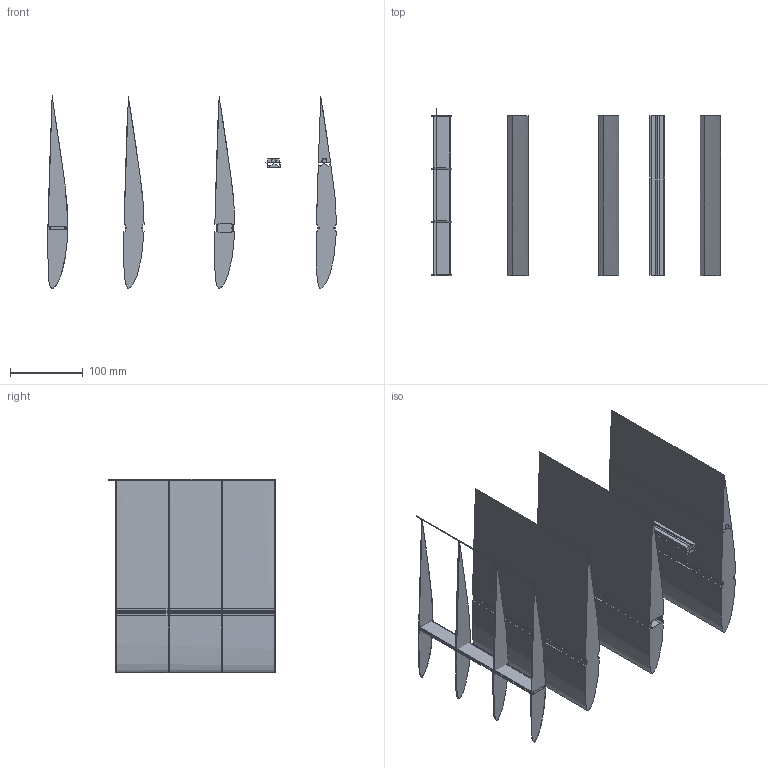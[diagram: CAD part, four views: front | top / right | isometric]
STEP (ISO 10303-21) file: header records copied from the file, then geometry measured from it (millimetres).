
FILE_DESCRIPTION(/* description */ (''),/* implementation_level */ '2;1');
FILE_NAME(/* name */ 'week1-wing-segments.step.step',/* time_stamp */ '2026-02-07T22:33:23+01:00',/* author */ (''),/* organization */ (''),/* preprocessor_version */ 'ST-DEVELOPER v20.1',/* originating_system */ 'Autodesk Translation Framework v14.24.0.0',/* authorisation */ '');
FILE_SCHEMA (('AUTOMOTIVE_DESIGN { 1 0 10303 214 3 1 1 }'));
Length unit declared in the file: millimetre
Products named in the file (1): Untitled
Bounding box: 398.13 x 230 x 266 mm (x, y, z)
Volume: 3195504 mm3; surface area: 499619.8 mm2
Topology: 10 solids, 10 shells, 160 faces, 432 edges, 289 vertices
Faces by surface type: plane 109, bspline 26, cylinder 25
Entity records: 16764 total; most frequent: CARTESIAN_POINT 12900, ORIENTED_EDGE 864, DIRECTION 704, EDGE_CURVE 432, LINE 326, VECTOR 326, VERTEX_POINT 289, AXIS2_PLACEMENT_3D 189
